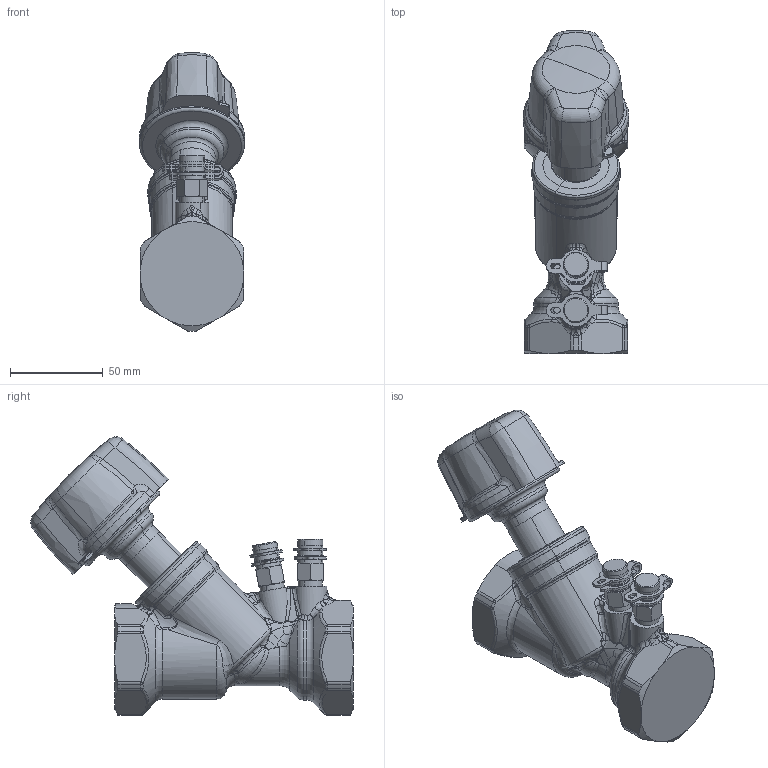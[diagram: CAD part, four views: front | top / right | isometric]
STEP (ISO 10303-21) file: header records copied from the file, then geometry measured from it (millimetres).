
FILE_DESCRIPTION(('CATIA V5 STEP Exchange'),'2;1');
FILE_NAME('STEP_130800_-_TST.stp','2017-06-08T08:49:45+00:00',('none'),('none'),'CATIA Version 5-6 Release 2014 SP5','CATIA V5 STEP AP203','none');
FILE_SCHEMA(('CONFIG_CONTROL_DESIGN'));
Products named in the file (1): 130800 PIENO
Bounding box: 56.77 x 173.79 x 150.04 mm (x, y, z)
Volume: 428658.7 mm3; surface area: 49585.6 mm2
Topology: 1 solids, 1 shells, 803 faces, 1952 edges, 1136 vertices
Faces by surface type: bspline 395, cylinder 155, cone 79, torus 77, plane 77, sphere 10, revolution 10
Entity records: 56264 total; most frequent: CARTESIAN_POINT 42054, ORIENTED_EDGE 3844, EDGE_CURVE 1922, DIRECTION 1234, B_SPLINE_CURVE_WITH_KNOTS 1218, VERTEX_POINT 1136, EDGE_LOOP 826, ADVANCED_FACE 803
